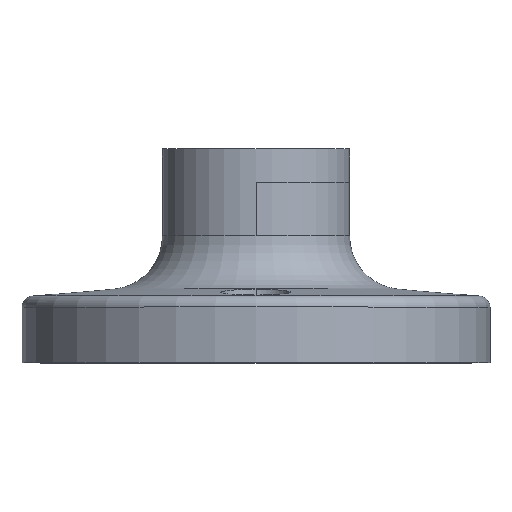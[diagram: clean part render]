
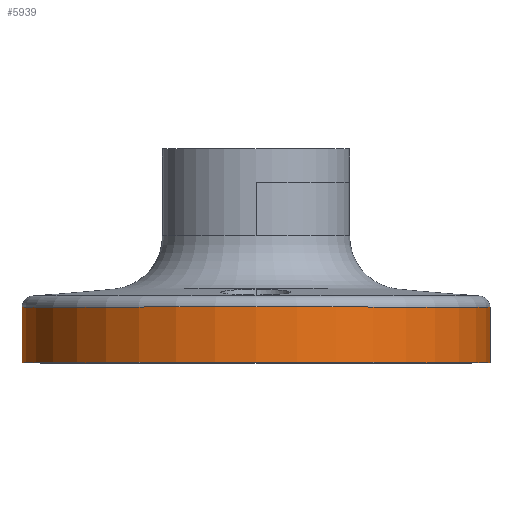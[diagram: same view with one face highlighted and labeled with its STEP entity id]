
A CAD part, top view. The second image highlights one B-rep face of the part: STEP entity #5939.
In plain terms, the highlighted cylindrical face has radius 35 mm (diameter 70 mm), a partial arc.
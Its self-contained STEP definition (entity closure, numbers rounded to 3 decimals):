
#6=CARTESIAN_POINT('',(0.,0.,0.));
#7=DIRECTION('',(0.,1.,0.));
#8=DIRECTION('',(-1.,0.,0.));
#9=AXIS2_PLACEMENT_3D('',#6,#7,#8);
#300=DIRECTION('',(0.,1.,0.));
#301=VECTOR('',#300,8.3);
#302=CARTESIAN_POINT('',(35.,0.,0.));
#303=LINE('',#302,#301);
#314=CARTESIAN_POINT('',(0.,8.3,0.));
#315=DIRECTION('',(0.,1.,0.));
#316=DIRECTION('',(-1.,0.,0.));
#317=AXIS2_PLACEMENT_3D('',#314,#315,#316);
#319=DIRECTION('',(0.,1.,0.));
#320=VECTOR('',#319,8.3);
#321=CARTESIAN_POINT('',(-35.,0.,0.));
#322=LINE('',#321,#320);
#5094=CARTESIAN_POINT('',(35.,0.,0.));
#5095=CARTESIAN_POINT('',(-35.,0.,0.));
#5096=VERTEX_POINT('',#5094);
#5097=VERTEX_POINT('',#5095);
#5114=CARTESIAN_POINT('',(-35.,8.3,0.));
#5115=CARTESIAN_POINT('',(35.,8.3,0.));
#5116=VERTEX_POINT('',#5114);
#5117=VERTEX_POINT('',#5115);
#5928=CARTESIAN_POINT('',(0.,0.,0.));
#5929=DIRECTION('',(0.,1.,0.));
#5930=DIRECTION('',(1.,0.,0.));
#5931=AXIS2_PLACEMENT_3D('',#5928,#5929,#5930);
#5932=CYLINDRICAL_SURFACE('',#5931,35.);
#5933=ORIENTED_EDGE('',*,*,#5919,.T.);
#5934=ORIENTED_EDGE('',*,*,#5894,.F.);
#5935=ORIENTED_EDGE('',*,*,#5687,.F.);
#5936=ORIENTED_EDGE('',*,*,#5891,.T.);
#5937=EDGE_LOOP('',(#5933,#5934,#5935,#5936));
#5938=FACE_OUTER_BOUND('',#5937,.F.);
#5939=ADVANCED_FACE('',(#5938),#5932,.T.);
#10=CIRCLE('',#9,35.);
#318=CIRCLE('',#317,35.);
#5687=EDGE_CURVE('',#5097,#5096,#10,.T.);
#5891=EDGE_CURVE('',#5097,#5116,#322,.T.);
#5894=EDGE_CURVE('',#5096,#5117,#303,.T.);
#5919=EDGE_CURVE('',#5116,#5117,#318,.T.);
